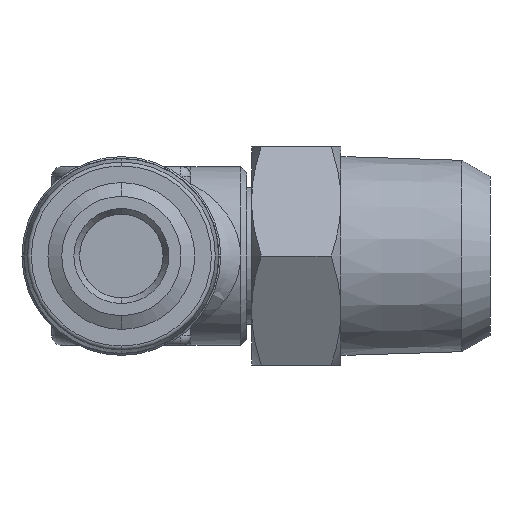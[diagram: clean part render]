
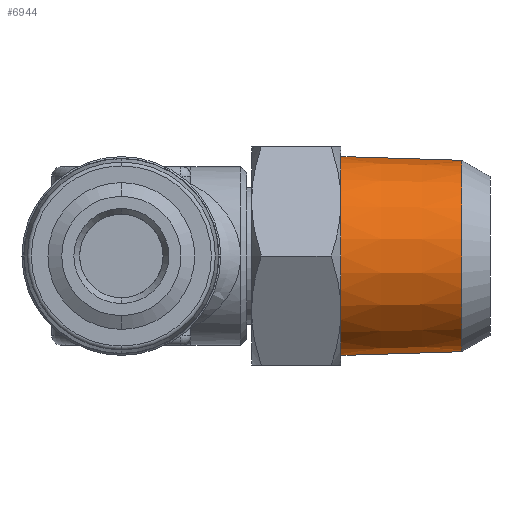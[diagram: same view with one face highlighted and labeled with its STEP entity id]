
A CAD part, left-side view. The second image highlights one B-rep face of the part: STEP entity #6944.
In plain terms, the highlighted conical face has half-angle 1.79 degrees and reference radius 4.815 mm.
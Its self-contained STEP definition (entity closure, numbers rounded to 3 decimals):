
#230 = AXIS2_PLACEMENT_3D ( 'NONE', #254, #255, #256 ) ;
#231 = AXIS2_PLACEMENT_3D ( 'NONE', #257, #258, #259 ) ;
#254 = CARTESIAN_POINT ( 'NONE',  ( 0., -1.438, 0. ) ) ;
#255 = DIRECTION ( 'NONE',  ( 0., -1., 0. ) ) ;
#256 = DIRECTION ( 'NONE',  ( 0., 0., -1. ) ) ;
#257 = CARTESIAN_POINT ( 'NONE',  ( 0., 4.65, 0. ) ) ;
#258 = DIRECTION ( 'NONE',  ( 0., -1., 0. ) ) ;
#259 = DIRECTION ( 'NONE',  ( 0., 0., -1. ) ) ;
#444 = DIRECTION ( 'NONE',  ( 0., 1., -0.031 ) ) ;
#445 = DIRECTION ( 'NONE',  ( 0., 1., 0.031 ) ) ;
#446 = CARTESIAN_POINT ( 'NONE',  ( 0., -1.438, -4.815 ) ) ;
#450 = CARTESIAN_POINT ( 'NONE',  ( 0., -1.438, 4.815 ) ) ;
#1009 = VERTEX_POINT ( 'NONE', #5933 ) ;
#1012 = VERTEX_POINT ( 'NONE', #5936 ) ;
#4144 = AXIS2_PLACEMENT_3D ( 'NONE', #4584, #4585, #4593 ) ;
#4584 = CARTESIAN_POINT ( 'NONE',  ( 0., -1.438, 0. ) ) ;
#4585 = DIRECTION ( 'NONE',  ( 0., 1., 0. ) ) ;
#4593 = DIRECTION ( 'NONE',  ( 0., 0., 1. ) ) ;
#4909 = FACE_OUTER_BOUND ( 'NONE', #5301, .T. ) ;
#4917 = CONICAL_SURFACE ( 'NONE', #4144, 4.815, 0.031 ) ;
#5301 = EDGE_LOOP ( 'NONE', ( #6741, #6742, #6743, #6744 ) ) ;
#5465 = EDGE_CURVE ( 'NONE', #1012, #1009, #5715, .T. ) ;
#5466 = EDGE_CURVE ( 'NONE', #6634, #6633, #5721, .T. ) ;
#5538 = EDGE_CURVE ( 'NONE', #1009, #6633, #5817, .T. ) ;
#5540 = EDGE_CURVE ( 'NONE', #1012, #6634, #5822, .T. ) ;
#5715 = CIRCLE ( 'NONE', #230, 4.815 ) ;
#5721 = CIRCLE ( 'NONE', #231, 5.005 ) ;
#5817 = LINE ( 'NONE', #446, #5821 ) ;
#5821 = VECTOR ( 'NONE', #444, 1000. ) ;
#5822 = LINE ( 'NONE', #450, #5824 ) ;
#5824 = VECTOR ( 'NONE', #445, 1000. ) ;
#5933 = CARTESIAN_POINT ( 'NONE',  ( 0., -1.438, -4.815 ) ) ;
#5936 = CARTESIAN_POINT ( 'NONE',  ( 0., -1.438, 4.815 ) ) ;
#6633 = VERTEX_POINT ( 'NONE', #7923 ) ;
#6634 = VERTEX_POINT ( 'NONE', #7914 ) ;
#6741 = ORIENTED_EDGE ( 'NONE', *, *, #5538, .F. ) ;
#6742 = ORIENTED_EDGE ( 'NONE', *, *, #5465, .F. ) ;
#6743 = ORIENTED_EDGE ( 'NONE', *, *, #5540, .T. ) ;
#6744 = ORIENTED_EDGE ( 'NONE', *, *, #5466, .T. ) ;
#6944 = ADVANCED_FACE ( 'NONE', ( #4909 ), #4917, .T. ) ;
#7914 = CARTESIAN_POINT ( 'NONE',  ( 0., 4.65, 5.005 ) ) ;
#7923 = CARTESIAN_POINT ( 'NONE',  ( 0., 4.65, -5.005 ) ) ;
